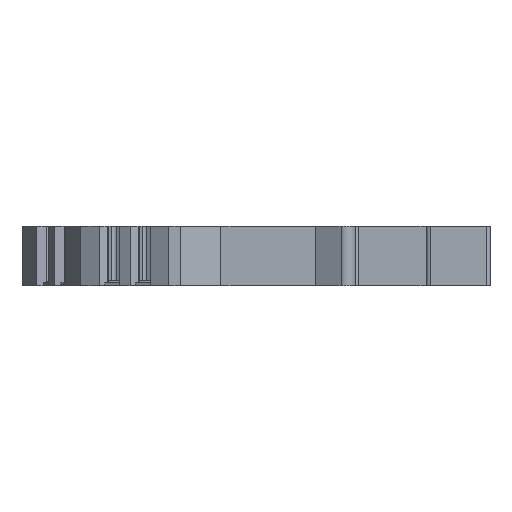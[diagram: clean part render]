
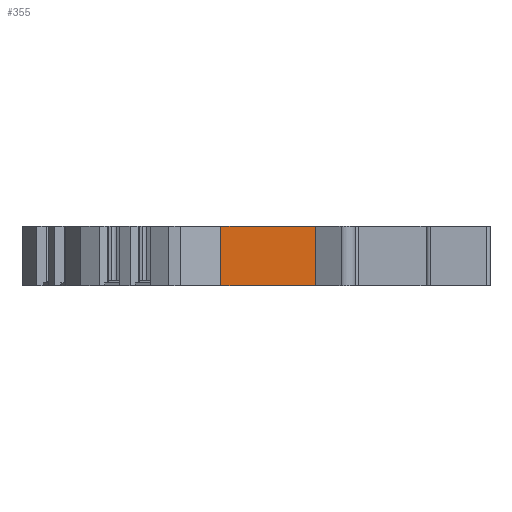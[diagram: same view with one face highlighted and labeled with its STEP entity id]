
A CAD part, left-side view. The second image highlights one B-rep face of the part: STEP entity #355.
In plain terms, the highlighted planar face has unit normal (-1, 0, 0).
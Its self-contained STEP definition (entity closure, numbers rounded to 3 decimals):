
#151=PLANE('',#5436);
#355=ADVANCED_FACE('',(#692),#151,.F.);
#692=FACE_OUTER_BOUND('',#959,.T.);
#959=EDGE_LOOP('',(#2839,#2840,#2841,#2842));
#1278=LINE('',#7337,#1885);
#1361=LINE('',#7614,#1968);
#1448=LINE('',#7821,#2055);
#1449=LINE('',#7823,#2056);
#1885=VECTOR('',#5841,1.);
#1968=VECTOR('',#6044,1.);
#2055=VECTOR('',#6213,1.);
#2056=VECTOR('',#6216,1.);
#2839=ORIENTED_EDGE('',*,*,#4774,.T.);
#2840=ORIENTED_EDGE('',*,*,#4671,.F.);
#2841=ORIENTED_EDGE('',*,*,#4775,.F.);
#2842=ORIENTED_EDGE('',*,*,#4532,.T.);
#4033=VERTEX_POINT('',#7336);
#4034=VERTEX_POINT('',#7338);
#4167=VERTEX_POINT('',#7613);
#4168=VERTEX_POINT('',#7615);
#4532=EDGE_CURVE('',#4034,#4033,#1278,.T.);
#4671=EDGE_CURVE('',#4167,#4168,#1361,.T.);
#4774=EDGE_CURVE('',#4033,#4168,#1448,.T.);
#4775=EDGE_CURVE('',#4034,#4167,#1449,.T.);
#5436=AXIS2_PLACEMENT_3D('',#7824,#6217,#6218);
#5841=DIRECTION('',(0.,1.,0.));
#6044=DIRECTION('',(0.,1.,0.));
#6213=DIRECTION('',(0.,0.,-1.));
#6216=DIRECTION('',(0.,0.,-1.));
#6217=DIRECTION('',(1.,0.,0.));
#6218=DIRECTION('',(0.,0.,-1.));
#7336=CARTESIAN_POINT('',(-34.,16.236,0.));
#7337=CARTESIAN_POINT('',(-34.,8.2,0.));
#7338=CARTESIAN_POINT('',(-34.,8.2,0.));
#7613=CARTESIAN_POINT('',(-34.,8.2,-5.1));
#7614=CARTESIAN_POINT('',(-34.,8.2,-5.1));
#7615=CARTESIAN_POINT('',(-34.,16.236,-5.1));
#7821=CARTESIAN_POINT('',(-34.,16.236,0.));
#7823=CARTESIAN_POINT('',(-34.,8.2,0.));
#7824=CARTESIAN_POINT('',(-34.,8.2,0.));
